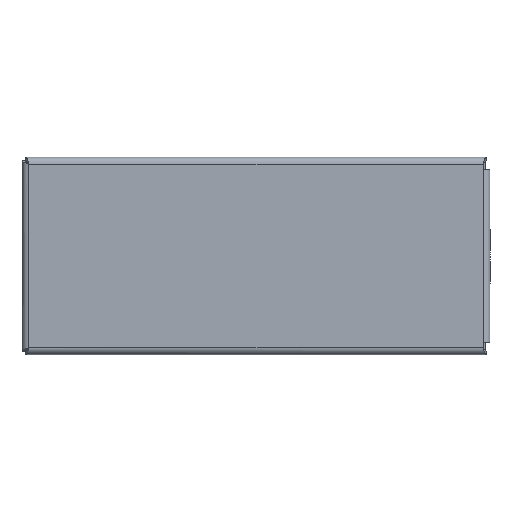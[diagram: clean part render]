
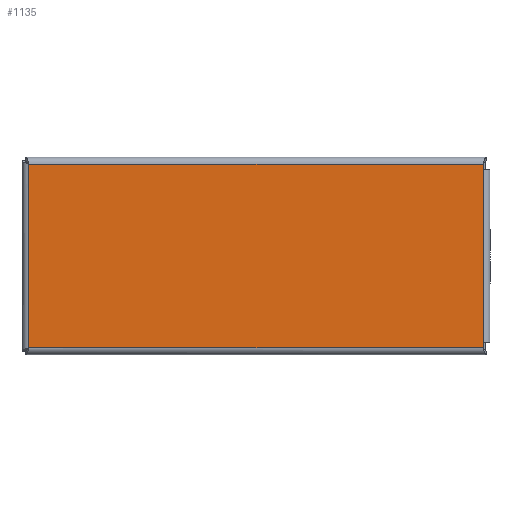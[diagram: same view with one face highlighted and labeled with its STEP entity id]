
A CAD part, top view. The second image highlights one B-rep face of the part: STEP entity #1135.
In plain terms, the highlighted planar face has unit normal (0, 0, 1).
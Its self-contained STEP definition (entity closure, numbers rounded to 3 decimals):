
#71=LINE($,#1622,#173);
#81=LINE($,#1641,#183);
#84=LINE($,#1657,#186);
#133=LINE($,#1984,#235);
#135=LINE($,#1988,#237);
#137=LINE($,#1992,#239);
#173=VECTOR($,#1355,3.071);
#183=VECTOR($,#1371,3.071);
#186=VECTOR($,#1376,99.859);
#235=VECTOR($,#1473,262.);
#237=VECTOR($,#1479,262.);
#239=VECTOR($,#1485,106.);
#282=PLANE($,#1221);
#366=FACE_OUTER_BOUND($,#448,.T.);
#448=EDGE_LOOP($,(#979,#980,#981,#982,#983,#984));
#509=VERTEX_POINT($,#1604);
#514=VERTEX_POINT($,#1615);
#516=VERTEX_POINT($,#1621);
#522=VERTEX_POINT($,#1639);
#528=VERTEX_POINT($,#1703);
#542=VERTEX_POINT($,#1810);
#614=EDGE_CURVE($,#516,#509,#71,.T.);
#624=EDGE_CURVE($,#514,#522,#81,.T.);
#628=EDGE_CURVE($,#509,#514,#84,.T.);
#696=EDGE_CURVE($,#522,#542,#133,.T.);
#698=EDGE_CURVE($,#528,#516,#135,.T.);
#700=EDGE_CURVE($,#542,#528,#137,.T.);
#979=ORIENTED_EDGE($,*,*,#696,.T.);
#980=ORIENTED_EDGE($,*,*,#700,.T.);
#981=ORIENTED_EDGE($,*,*,#698,.T.);
#982=ORIENTED_EDGE($,*,*,#614,.T.);
#983=ORIENTED_EDGE($,*,*,#628,.T.);
#984=ORIENTED_EDGE($,*,*,#624,.T.);
#1135=ADVANCED_FACE($,(#366),#282,.F.);
#1221=AXIS2_PLACEMENT_3D($,#1995,#1490,#1491);
#1355=DIRECTION($,(0.,1.,0.));
#1371=DIRECTION($,(0.,1.,0.));
#1376=DIRECTION($,(0.,1.,0.));
#1473=DIRECTION($,(-1.,0.,0.));
#1479=DIRECTION($,(1.,0.,0.));
#1485=DIRECTION($,(0.,-1.,0.));
#1490=DIRECTION('center_axis',(0.,0.,
-1.));
#1491=DIRECTION('ref_axis',(1.,0.,0.));
#1604=CARTESIAN_POINT('',(70.952,-71.595,21.24));
#1615=CARTESIAN_POINT('',(70.952,28.264,21.24));
#1621=CARTESIAN_POINT('',(70.952,-74.665,21.24));
#1622=CARTESIAN_POINT($,(70.952,-48.165,21.24));
#1639=CARTESIAN_POINT('',(70.952,31.335,21.24));
#1641=CARTESIAN_POINT($,(70.952,-48.165,21.24));
#1657=CARTESIAN_POINT($,(70.952,-48.165,21.24));
#1703=CARTESIAN_POINT('',(-191.048,-74.665,21.24));
#1810=CARTESIAN_POINT('',(-191.048,31.335,21.24));
#1984=CARTESIAN_POINT($,(5.452,31.335,21.24));
#1988=CARTESIAN_POINT($,(-125.548,-74.665,21.24));
#1992=CARTESIAN_POINT($,(-191.048,4.835,21.24));
#1995=CARTESIAN_POINT('Origin',(-60.048,-21.665,21.24));
